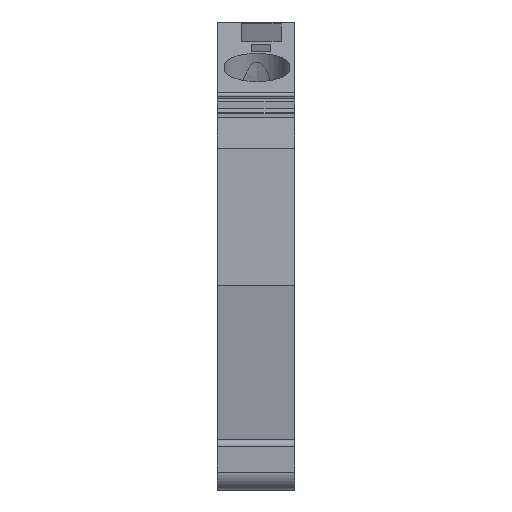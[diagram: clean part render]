
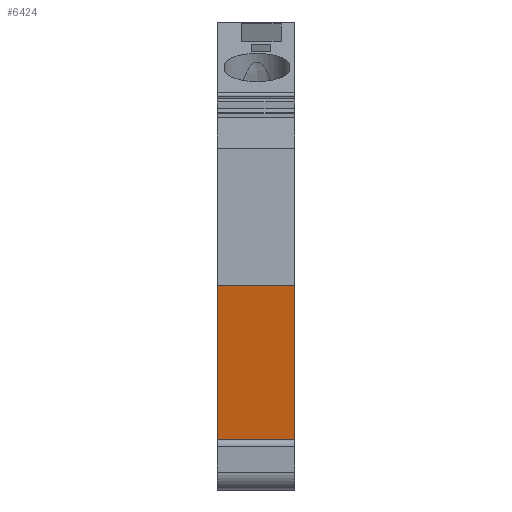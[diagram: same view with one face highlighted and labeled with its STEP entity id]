
A CAD part, front view. The second image highlights one B-rep face of the part: STEP entity #6424.
In plain terms, the highlighted planar face has unit normal (0, -0.985, -0.174).
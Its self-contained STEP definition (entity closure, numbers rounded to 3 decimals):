
#6410=AXIS2_PLACEMENT_3D('Plane Axis2P3D',#6407,#6408,#6409) ;
#1454=CARTESIAN_POINT('Vertex',(0.,3.061,4.123)) ;
#1457=CARTESIAN_POINT('Line Origine',(0.,1.53,12.803)) ;
#1461=CARTESIAN_POINT('Vertex',(0.,0.,21.482)) ;
#2179=CARTESIAN_POINT('Vertex',(8.1,0.,21.482)) ;
#2182=CARTESIAN_POINT('Line Origine',(8.1,1.53,12.803)) ;
#2186=CARTESIAN_POINT('Vertex',(8.1,3.061,4.123)) ;
#6387=CARTESIAN_POINT('Line Origine',(0.5,3.061,4.123)) ;
#6391=CARTESIAN_POINT('Vertex',(1.,3.061,4.123)) ;
#6394=CARTESIAN_POINT('Line Origine',(4.55,3.061,4.123)) ;
#6407=CARTESIAN_POINT('Axis2P3D Location',(0.,3.061,4.123)) ;
#6412=CARTESIAN_POINT('Line Origine',(4.05,0.,21.482)) ;
#1458=DIRECTION('Vector Direction',(0.,-0.174,0.985)) ;
#2183=DIRECTION('Vector Direction',(0.,-0.174,0.985)) ;
#6388=DIRECTION('Vector Direction',(-1.,0.,0.)) ;
#6395=DIRECTION('Vector Direction',(-1.,0.,0.)) ;
#6408=DIRECTION('Axis2P3D Direction',(0.,-0.985,-0.174)) ;
#6409=DIRECTION('Axis2P3D XDirection',(0.,-0.174,0.985)) ;
#6413=DIRECTION('Vector Direction',(-1.,0.,0.)) ;
#1459=VECTOR('Line Direction',#1458,1.) ;
#2184=VECTOR('Line Direction',#2183,1.) ;
#6389=VECTOR('Line Direction',#6388,1.) ;
#6396=VECTOR('Line Direction',#6395,1.) ;
#6414=VECTOR('Line Direction',#6413,1.) ;
#6418=ORIENTED_EDGE('',*,*,#6393,.F.) ;
#6419=ORIENTED_EDGE('',*,*,#6398,.F.) ;
#6420=ORIENTED_EDGE('',*,*,#2188,.T.) ;
#6421=ORIENTED_EDGE('',*,*,#6416,.T.) ;
#6422=ORIENTED_EDGE('',*,*,#1463,.F.) ;
#6424=ADVANCED_FACE('MLD',(#6423),#6411,.T.) ;
#1463=EDGE_CURVE('',#1455,#1462,#1460,.T.) ;
#2188=EDGE_CURVE('',#2187,#2180,#2185,.T.) ;
#6393=EDGE_CURVE('',#6392,#1455,#6390,.T.) ;
#6398=EDGE_CURVE('',#2187,#6392,#6397,.T.) ;
#6416=EDGE_CURVE('',#2180,#1462,#6415,.T.) ;
#6417=EDGE_LOOP('',(#6418,#6419,#6420,#6421,#6422)) ;
#6423=FACE_OUTER_BOUND('',#6417,.T.) ;
#1460=LINE('Line',#1457,#1459) ;
#2185=LINE('Line',#2182,#2184) ;
#6390=LINE('Line',#6387,#6389) ;
#6397=LINE('Line',#6394,#6396) ;
#6415=LINE('Line',#6412,#6414) ;
#6411=PLANE('',#6410) ;
#1455=VERTEX_POINT('',#1454) ;
#1462=VERTEX_POINT('',#1461) ;
#2180=VERTEX_POINT('',#2179) ;
#2187=VERTEX_POINT('',#2186) ;
#6392=VERTEX_POINT('',#6391) ;
